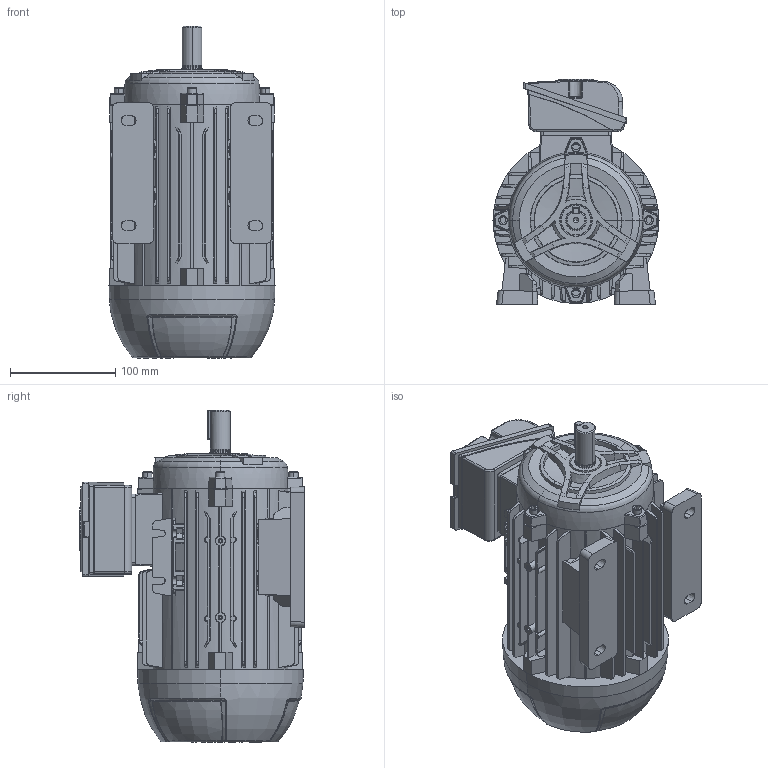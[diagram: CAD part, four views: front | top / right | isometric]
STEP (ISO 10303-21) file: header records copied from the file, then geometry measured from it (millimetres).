
FILE_DESCRIPTION (( 'STEP AP203' ), '1' );
FILE_NAME ('80L_CP_ST_TOP.STEP', '2021-11-05T16:02:44', ( '' ), ( '' ), 'SwSTEP 2.0', 'SolidWorks 2018', '' );
FILE_SCHEMA (( 'CONFIG_CONTROL_DESIGN' ));
Length unit declared in the file: millimetre
Products named in the file (25): 105007077; 105033022; 80L_CP_ST_TOP; 500014959; 500014959_10.5007.078; 500014957B; 105006100; 105006175_50.5307.039; EIXO IEC 80; Parafuso Altracs M5; 105006080; 105032001; 105006080_505007993; Parafuso Altracs M5_10.5011.286 x 22; EIXO IEC 80_50.5087.043; 105032001_10.5032.006-6-6x28; 105006100_505007461; 105006175; 500014957B_10.5007.074
Assembly tree (14 placements, depth 2):
  105007077
  80L_CP_ST_TOP
    EIXO IEC 80_50.5087.043
    105032001_10.5032.006-6-6x28
    105033022
    105006100_505007461
    Parafuso Altracs M5_10.5011.286 x 22  x4
    500014959_10.5007.078
    105006175_50.5307.039
    105006080_505007993  x2
    500014957B_10.5007.074
    105007077
  500014959
  500014957B
  105006100
Bounding box: 158 x 214.07 x 316 mm (x, y, z)
Volume: 4666721.7 mm3; surface area: 439863.2 mm2
Topology: 14 solids, 14 shells, 1798 faces, 4770 edges, 3061 vertices
Faces by surface type: plane 852, cylinder 331, cone 294, bspline 190, torus 89, sphere 42
Entity records: 63336 total; most frequent: CARTESIAN_POINT 21845, ORIENTED_EDGE 8978, DIRECTION 7267, EDGE_CURVE 4489, VERTEX_POINT 2897, AXIS2_PLACEMENT_3D 2517, LINE 2233, VECTOR 2233
